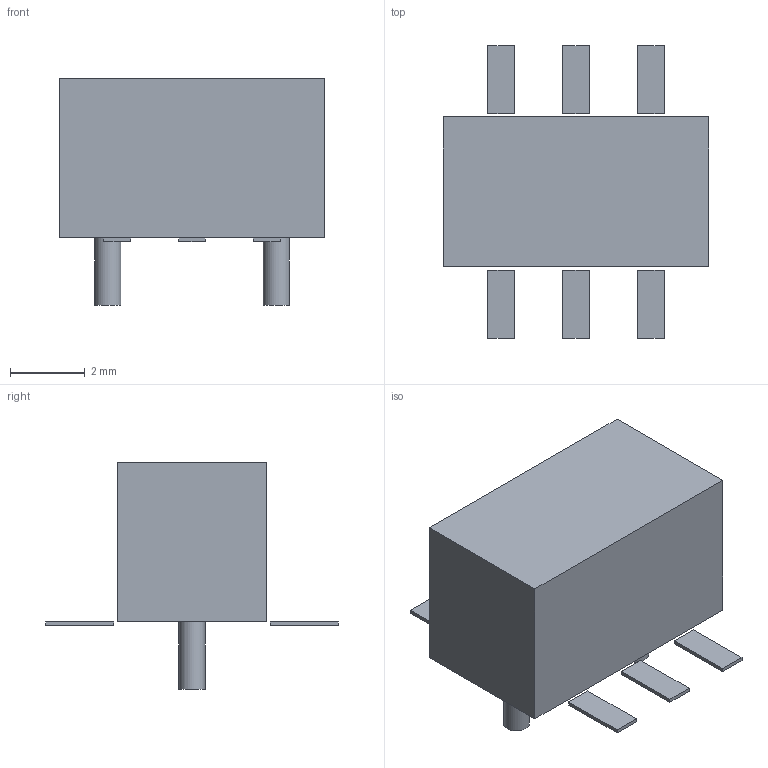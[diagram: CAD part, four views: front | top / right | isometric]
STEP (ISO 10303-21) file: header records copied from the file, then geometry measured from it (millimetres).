
FILE_DESCRIPTION(('FreeCAD Model'),'2;1');
FILE_NAME('16084106.1.2.stp','2022-04-14T10:24:23',( 'Author'),(''),'Open CASCADE STEP processor 6.9','FreeCAD','Unknown' );
FILE_SCHEMA(('AUTOMOTIVE_DESIGN { 1 0 10303 214 1 1 1 1 }'));
Length unit declared in the file: millimetre
Products named in the file (4): ASSEMBLY; Body; Pins; Lugs
Assembly tree (3 placements, depth 2):
  ASSEMBLY
    Body
    Pins
    Lugs
Bounding box: 7.1 x 7.82 x 6.05 mm (x, y, z)
Volume: 122.9 mm3; surface area: 179.4 mm2
Topology: 9 solids, 9 shells, 48 faces, 90 edges, 60 vertices
Faces by surface type: plane 46, cylinder 2
Full cylindrical faces by diameter (mm): 0.7 x2
Entity records: 2482 total; most frequent: CARTESIAN_POINT 382, DIRECTION 378, LINE 262, VECTOR 262, ORIENTED_EDGE 180, PCURVE 180, DEFINITIONAL_REPRESENTATION 180, EDGE_CURVE 90
